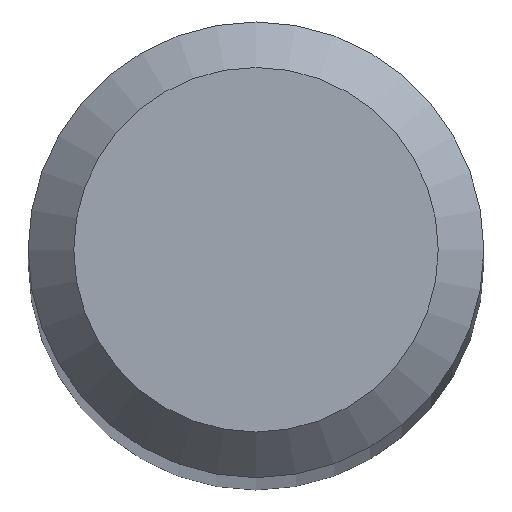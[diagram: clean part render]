
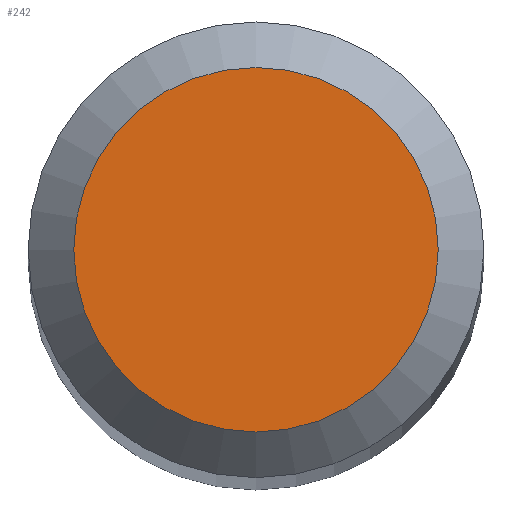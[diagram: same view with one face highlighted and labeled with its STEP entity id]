
A CAD part, top view. The second image highlights one B-rep face of the part: STEP entity #242.
In plain terms, the highlighted planar face has unit normal (0, 0, 1).
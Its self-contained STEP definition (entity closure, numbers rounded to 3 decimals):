
#3 = ORIENTED_EDGE ( 'NONE', *, *, #30, .F. ) ;
#16 = CARTESIAN_POINT ( 'NONE',  ( 0., 0., 30. ) ) ;
#21 = CARTESIAN_POINT ( 'NONE',  ( 0., 0.6, 30. ) ) ;
#30 = EDGE_CURVE ( 'NONE', #249, #249, #69, .T. ) ;
#69 = CIRCLE ( 'NONE', #143, 0.6 ) ;
#89 = AXIS2_PLACEMENT_3D ( 'NONE', #16, #91, #109 ) ;
#91 = DIRECTION ( 'NONE',  ( 0., 0., -1. ) ) ;
#99 = EDGE_LOOP ( 'NONE', ( #3 ) ) ;
#109 = DIRECTION ( 'NONE',  ( 0., 1., 0. ) ) ;
#143 = AXIS2_PLACEMENT_3D ( 'NONE', #144, #295, #293 ) ;
#144 = CARTESIAN_POINT ( 'NONE',  ( 0., 0., 30. ) ) ;
#201 = FACE_OUTER_BOUND ( 'NONE', #99, .T. ) ;
#242 = ADVANCED_FACE ( 'NONE', ( #201 ), #300, .F. ) ;
#249 = VERTEX_POINT ( 'NONE', #21 ) ;
#293 = DIRECTION ( 'NONE',  ( 0., 1., 0. ) ) ;
#295 = DIRECTION ( 'NONE',  ( 0., 0., -1. ) ) ;
#300 = PLANE ( 'NONE',  #89 ) ;
